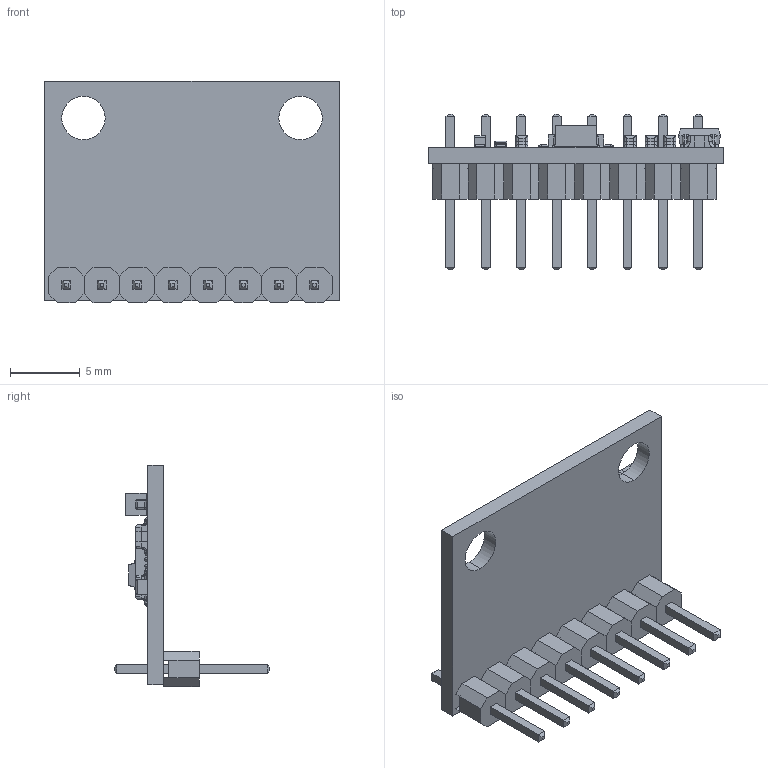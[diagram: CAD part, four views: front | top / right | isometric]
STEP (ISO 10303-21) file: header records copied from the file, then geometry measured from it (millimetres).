
FILE_DESCRIPTION (( 'STEP AP214' ), '1' );
FILE_NAME ('MPU 6050 IMU.STEP', '2015-03-11T20:18:23', ( '' ), ( '' ), 'SwSTEP 2.0', 'SolidWorks 2013', '' );
FILE_SCHEMA (( 'AUTOMOTIVE_DESIGN' ));
Length unit declared in the file: millimetre
Products named in the file (9): S2NH chip; Resistor small black; MPU 6050 IMU; sensor chip; Resistor black; Base; Resistor small; Small LED; pin header
Assembly tree (23 placements, depth 2):
  MPU 6050 IMU
    Base
    pin header  x8
    sensor chip
    S2NH chip
    Resistor small  x6
    Resistor small black  x4
    Small LED
    Resistor black
Bounding box: 21.11 x 11.18 x 15.88 mm (x, y, z)
Volume: 529.4 mm3; surface area: 1406.9 mm2
Topology: 23 solids, 23 shells, 1134 faces, 2741 edges, 1598 vertices
Faces by surface type: plane 635, cylinder 325, torus 92, sphere 72, bspline 10
Entity records: 24702 total; most frequent: CARTESIAN_POINT 3622, DIRECTION 3077, ORIENTED_EDGE 2972, EDGE_CURVE 1486, AXIS2_PLACEMENT_3D 1089, VERTEX_POINT 914, LINE 899, VECTOR 899
